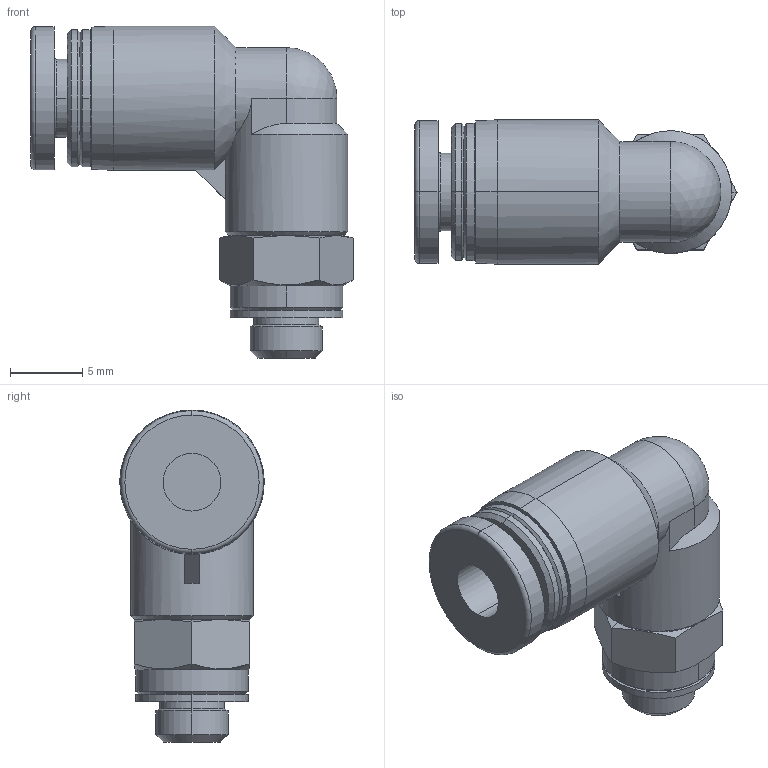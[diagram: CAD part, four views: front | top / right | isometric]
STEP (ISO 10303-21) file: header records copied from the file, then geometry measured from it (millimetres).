
FILE_DESCRIPTION(/* description */ (''),/* implementation_level */ '2;1');
FILE_NAME(/* name */ 'PL4-M5.stp',/* time_stamp */ '2025-02-14T08:36:57-05:00',/* author */ ('esanner'),/* organization */ (''),/* preprocessor_version */ 'ST-DEVELOPER v19',/* originating_system */ 'AutoCAD Mechanical',/* authorisation */ '');
FILE_SCHEMA (('AUTOMOTIVE_DESIGN { 1 0 10303 214 3 1 1 }'));
Length unit declared in the file: millimetre
Products named in the file (1): Product
Bounding box: 22.32 x 10 x 23 mm (x, y, z)
Volume: 1730.3 mm3; surface area: 1493.5 mm2
Topology: 1 solids, 1 shells, 74 faces, 174 edges, 110 vertices
Faces by surface type: cylinder 24, cone 24, plane 21, torus 4, sphere 1
Full cylindrical faces by diameter (mm): 2.3 x1, 8.5 x1
Entity records: 2196 total; most frequent: CARTESIAN_POINT 448, DIRECTION 392, ORIENTED_EDGE 348, EDGE_CURVE 174, AXIS2_PLACEMENT_3D 165, VERTEX_POINT 110, CIRCLE 87, EDGE_LOOP 82
